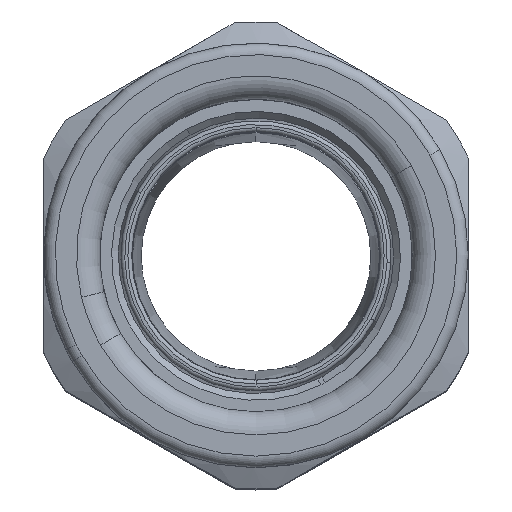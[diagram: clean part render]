
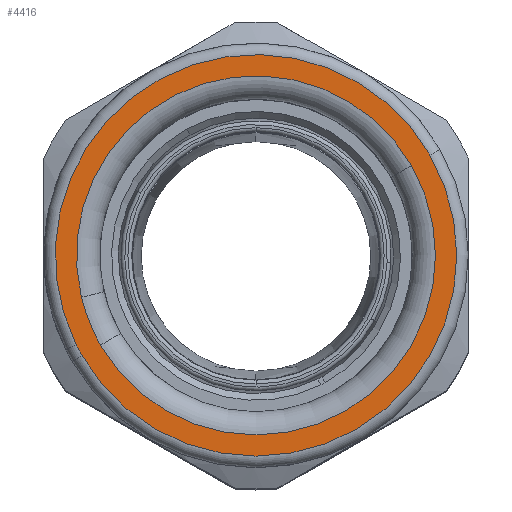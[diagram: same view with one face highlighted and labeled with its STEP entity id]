
A CAD part, top view. The second image highlights one B-rep face of the part: STEP entity #4416.
In plain terms, the highlighted planar face has unit normal (0, 0, 1).
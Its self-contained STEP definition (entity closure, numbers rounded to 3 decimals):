
#4281=AXIS2_PLACEMENT_3D('Circle Axis2P3D',#4279,#4280,$) ;
#4298=AXIS2_PLACEMENT_3D('Circle Axis2P3D',#4296,#4297,$) ;
#4322=AXIS2_PLACEMENT_3D('Circle Axis2P3D',#4320,#4321,$) ;
#4383=AXIS2_PLACEMENT_3D('Plane Axis2P3D',#4380,#4381,#4382) ;
#4392=AXIS2_PLACEMENT_3D('Circle Axis2P3D',#4390,#4391,$) ;
#4401=AXIS2_PLACEMENT_3D('Circle Axis2P3D',#4399,#4400,$) ;
#4408=AXIS2_PLACEMENT_3D('Circle Axis2P3D',#4406,#4407,$) ;
#4269=CARTESIAN_POINT('Vertex',(4.212,18.688,103.4)) ;
#4276=CARTESIAN_POINT('Vertex',(4.983,17.25,103.4)) ;
#4279=CARTESIAN_POINT('Axis2P3D Location',(27.5,30.25,103.4)) ;
#4296=CARTESIAN_POINT('Axis2P3D Location',(27.5,30.25,103.4)) ;
#4300=CARTESIAN_POINT('Vertex',(50.017,43.25,103.4)) ;
#4320=CARTESIAN_POINT('Axis2P3D Location',(27.5,30.25,103.4)) ;
#4380=CARTESIAN_POINT('Axis2P3D Location',(27.5,30.25,103.4)) ;
#4390=CARTESIAN_POINT('Axis2P3D Location',(27.5,30.25,103.4)) ;
#4394=CARTESIAN_POINT('Vertex',(4.892,24.823,103.4)) ;
#4396=CARTESIAN_POINT('Vertex',(7.365,18.625,103.4)) ;
#4399=CARTESIAN_POINT('Axis2P3D Location',(27.5,30.25,103.4)) ;
#4403=CARTESIAN_POINT('Vertex',(47.635,41.875,103.4)) ;
#4406=CARTESIAN_POINT('Axis2P3D Location',(27.5,30.25,103.4)) ;
#4280=DIRECTION('Axis2P3D Direction',(0.,0.,1.)) ;
#4297=DIRECTION('Axis2P3D Direction',(0.,0.,1.)) ;
#4321=DIRECTION('Axis2P3D Direction',(0.,0.,1.)) ;
#4381=DIRECTION('Axis2P3D Direction',(0.,0.,1.)) ;
#4382=DIRECTION('Axis2P3D XDirection',(-0.866,-0.5,0.)) ;
#4391=DIRECTION('Axis2P3D Direction',(0.,0.,1.)) ;
#4400=DIRECTION('Axis2P3D Direction',(0.,0.,1.)) ;
#4407=DIRECTION('Axis2P3D Direction',(0.,0.,1.)) ;
#4386=ORIENTED_EDGE('',*,*,#4302,.T.) ;
#4387=ORIENTED_EDGE('',*,*,#4283,.T.) ;
#4388=ORIENTED_EDGE('',*,*,#4324,.T.) ;
#4412=ORIENTED_EDGE('',*,*,#4398,.F.) ;
#4413=ORIENTED_EDGE('',*,*,#4405,.F.) ;
#4414=ORIENTED_EDGE('',*,*,#4410,.F.) ;
#4415=FACE_BOUND('',#4411,.T.) ;
#4416=ADVANCED_FACE('Body',(#4389,#4415),#4384,.T.) ;
#4282=CIRCLE('generated circle',#4281,26.) ;
#4299=CIRCLE('generated circle',#4298,26.) ;
#4323=CIRCLE('generated circle',#4322,26.) ;
#4393=CIRCLE('generated circle',#4392,23.25) ;
#4402=CIRCLE('generated circle',#4401,23.25) ;
#4409=CIRCLE('generated circle',#4408,23.25) ;
#4283=EDGE_CURVE('',#4270,#4277,#4282,.T.) ;
#4302=EDGE_CURVE('',#4301,#4270,#4299,.T.) ;
#4324=EDGE_CURVE('',#4277,#4301,#4323,.T.) ;
#4398=EDGE_CURVE('',#4395,#4397,#4393,.T.) ;
#4405=EDGE_CURVE('',#4404,#4395,#4402,.T.) ;
#4410=EDGE_CURVE('',#4397,#4404,#4409,.T.) ;
#4385=EDGE_LOOP('',(#4386,#4387,#4388)) ;
#4411=EDGE_LOOP('',(#4412,#4413,#4414)) ;
#4389=FACE_OUTER_BOUND('',#4385,.T.) ;
#4384=PLANE('',#4383) ;
#4270=VERTEX_POINT('',#4269) ;
#4277=VERTEX_POINT('',#4276) ;
#4301=VERTEX_POINT('',#4300) ;
#4395=VERTEX_POINT('',#4394) ;
#4397=VERTEX_POINT('',#4396) ;
#4404=VERTEX_POINT('',#4403) ;
